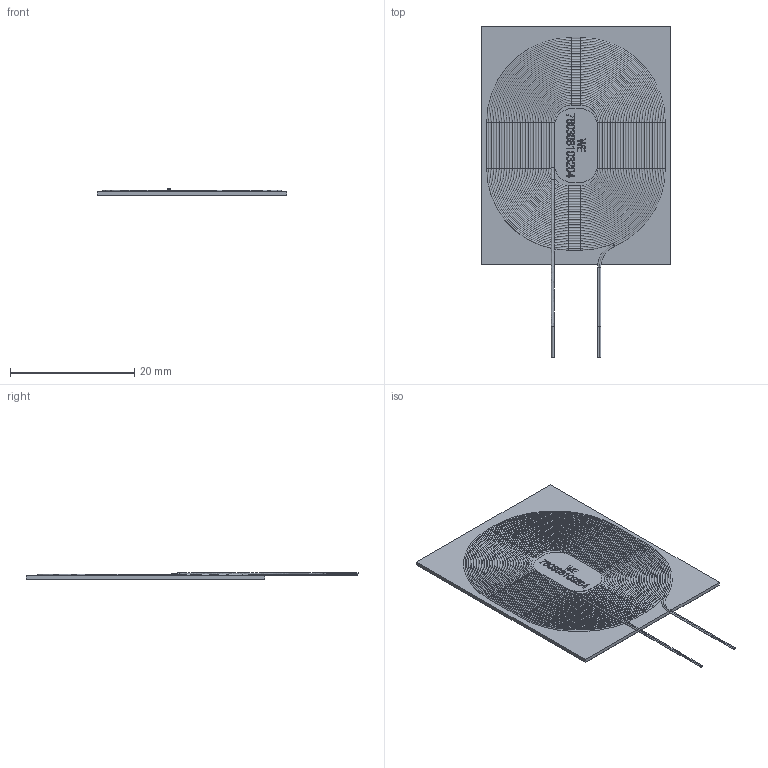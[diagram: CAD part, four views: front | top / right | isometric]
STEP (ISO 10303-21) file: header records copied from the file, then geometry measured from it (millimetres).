
FILE_DESCRIPTION(/* description */ ('Unknown'),/* implementation_level */ '2;1');
FILE_NAME(/* name */ 'L_Wurth_WE-WPCC-RX_760308103204',/* time_stamp */ '2025-04-22T17:02:01+08:00',/* author */ ('Unknown'),/* organization */ ('Unknown'),/* preprocessor_version */ 'ST-DEVELOPER v19.4',/* originating_system */ 'Solid Edge',/* authorisation */ 'Unknown');
FILE_SCHEMA (('AUTOMOTIVE_DESIGN {1 0 10303 214 3 1 1}'));
Length unit declared in the file: millimetre
Products named in the file (2): L_Wurth_WE-WPCC-RX_760308103204
Assembly tree (1 placements, depth 2):
  L_Wurth_WE-WPCC-RX_760308103204
    L_Wurth_WE-WPCC-RX_760308103204
Bounding box: 30.5 x 53.5 x 1.1 mm (x, y, z)
Volume: 834.1 mm3; surface area: 9525.9 mm2
Topology: 13 solids, 13 shells, 493 faces, 1054 edges, 591 vertices
Faces by surface type: cylinder 176, torus 168, plane 116, bspline 33
Full cylindrical faces by diameter (mm): 0.18 x4
Entity records: 15828 total; most frequent: CARTESIAN_POINT 4465, DIRECTION 2276, ORIENTED_EDGE 2078, EDGE_CURVE 1039, AXIS2_PLACEMENT_3D 984, VERTEX_POINT 591, EDGE_LOOP 546, FACE_BOUND 546
